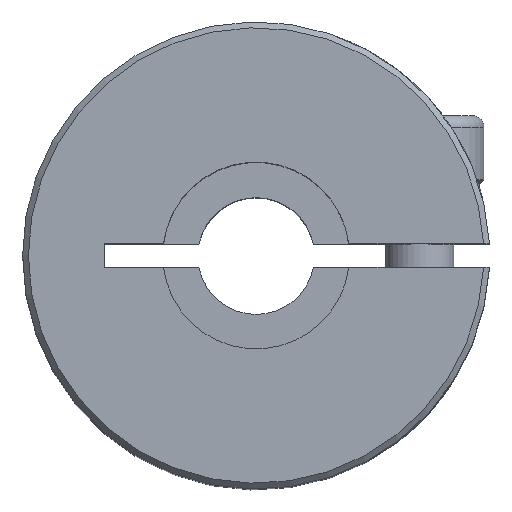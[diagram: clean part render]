
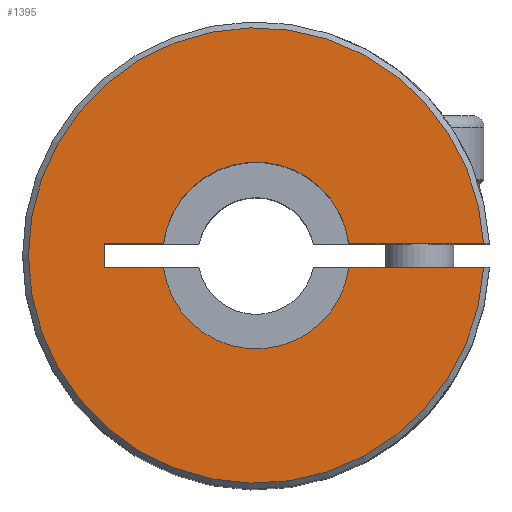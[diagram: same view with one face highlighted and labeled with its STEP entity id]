
A CAD part, top view. The second image highlights one B-rep face of the part: STEP entity #1395.
In plain terms, the highlighted planar face has unit normal (0, 0, 1).
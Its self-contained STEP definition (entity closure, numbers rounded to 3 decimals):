
#119=PLANE('',#1562);
#216=LINE('',#2431,#340);
#232=LINE('',#2485,#356);
#237=LINE('',#2494,#361);
#240=LINE('',#2507,#364);
#241=LINE('',#2508,#365);
#340=VECTOR('',#1875,10.);
#356=VECTOR('',#1937,10.);
#361=VECTOR('',#1944,10.);
#364=VECTOR('',#1959,10.);
#365=VECTOR('',#1960,10.);
#465=FACE_OUTER_BOUND('',#561,.T.);
#561=EDGE_LOOP('',(#1270,#1271,#1272,#1273,#1274,#1275,#1276,#1277));
#610=CIRCLE('',#1531,9.75);
#622=CIRCLE('',#1559,4.);
#623=CIRCLE('',#1561,4.);
#715=VERTEX_POINT('',#2420);
#716=VERTEX_POINT('',#2424);
#717=VERTEX_POINT('',#2430);
#731=VERTEX_POINT('',#2482);
#732=VERTEX_POINT('',#2484);
#735=VERTEX_POINT('',#2492);
#738=VERTEX_POINT('',#2499);
#739=VERTEX_POINT('',#2501);
#884=EDGE_CURVE('',#715,#716,#610,.T.);
#886=EDGE_CURVE('',#717,#716,#216,.T.);
#912=EDGE_CURVE('',#732,#731,#232,.T.);
#917=EDGE_CURVE('',#731,#735,#237,.T.);
#920=EDGE_CURVE('',#739,#738,#622,.T.);
#922=EDGE_CURVE('',#735,#717,#623,.T.);
#923=EDGE_CURVE('',#715,#739,#240,.T.);
#924=EDGE_CURVE('',#738,#732,#241,.T.);
#1270=ORIENTED_EDGE('',*,*,#884,.F.);
#1271=ORIENTED_EDGE('',*,*,#923,.T.);
#1272=ORIENTED_EDGE('',*,*,#920,.T.);
#1273=ORIENTED_EDGE('',*,*,#924,.T.);
#1274=ORIENTED_EDGE('',*,*,#912,.T.);
#1275=ORIENTED_EDGE('',*,*,#917,.T.);
#1276=ORIENTED_EDGE('',*,*,#922,.T.);
#1277=ORIENTED_EDGE('',*,*,#886,.T.);
#1395=ADVANCED_FACE('',(#465),#119,.T.);
#1531=AXIS2_PLACEMENT_3D('',#2425,#1871,#1872);
#1559=AXIS2_PLACEMENT_3D('',#2502,#1950,#1951);
#1561=AXIS2_PLACEMENT_3D('',#2505,#1955,#1956);
#1562=AXIS2_PLACEMENT_3D('',#2506,#1957,#1958);
#1871=DIRECTION('center_axis',(0.,0.,-1.));
#1872=DIRECTION('ref_axis',(-1.,0.,0.));
#1875=DIRECTION('',(1.,0.,0.));
#1937=DIRECTION('',(0.,1.,0.));
#1944=DIRECTION('',(1.,0.,0.));
#1950=DIRECTION('center_axis',(0.,0.,-1.));
#1951=DIRECTION('ref_axis',(1.,0.,0.));
#1955=DIRECTION('center_axis',(0.,0.,-1.));
#1956=DIRECTION('ref_axis',(1.,0.,0.));
#1957=DIRECTION('center_axis',(0.,0.,1.));
#1958=DIRECTION('ref_axis',(1.,0.,0.));
#1959=DIRECTION('',(-1.,0.,0.));
#1960=DIRECTION('',(-1.,0.,0.));
#2420=CARTESIAN_POINT('',(9.737,-0.5,12.5));
#2424=CARTESIAN_POINT('',(9.737,0.5,12.5));
#2425=CARTESIAN_POINT('Origin',(0.,0.,12.5));
#2430=CARTESIAN_POINT('',(3.969,0.5,12.5));
#2431=CARTESIAN_POINT('',(-6.5,0.5,12.5));
#2482=CARTESIAN_POINT('',(-6.5,0.5,12.5));
#2484=CARTESIAN_POINT('',(-6.5,-0.5,12.5));
#2485=CARTESIAN_POINT('',(-6.5,0.5,12.5));
#2492=CARTESIAN_POINT('',(-3.969,0.5,12.5));
#2494=CARTESIAN_POINT('',(-6.5,0.5,12.5));
#2499=CARTESIAN_POINT('',(-3.969,-0.5,12.5));
#2501=CARTESIAN_POINT('',(3.969,-0.5,12.5));
#2502=CARTESIAN_POINT('Origin',(0.,0.,12.5));
#2505=CARTESIAN_POINT('Origin',(0.,0.,12.5));
#2506=CARTESIAN_POINT('Origin',(-0.006,0.,12.5));
#2507=CARTESIAN_POINT('',(-6.5,-0.5,12.5));
#2508=CARTESIAN_POINT('',(-6.5,-0.5,12.5));
